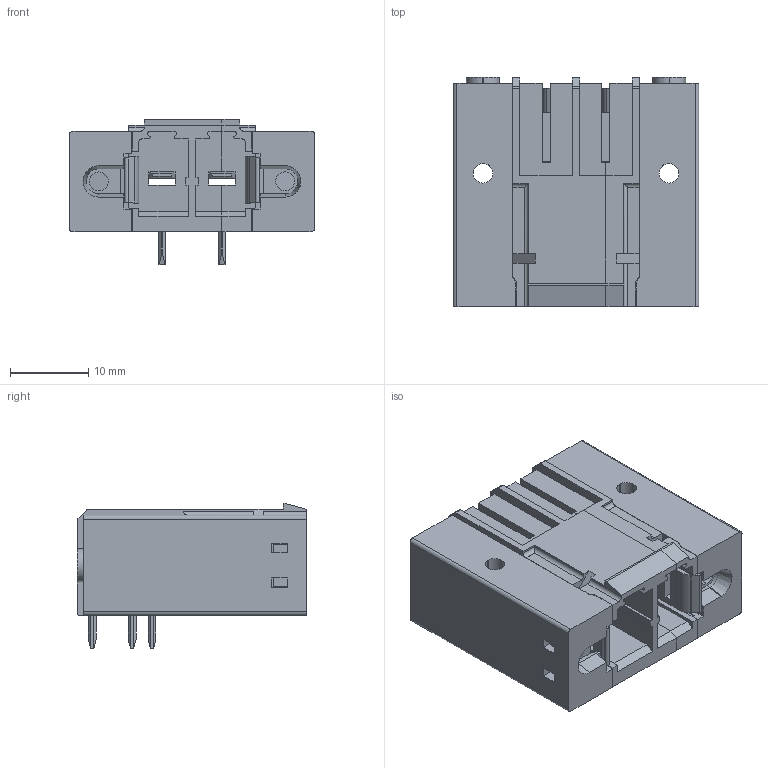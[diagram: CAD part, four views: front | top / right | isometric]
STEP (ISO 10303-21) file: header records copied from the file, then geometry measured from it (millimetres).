
FILE_DESCRIPTION(('STEP AP242'),'1');
FILE_NAME('1720796.stp','2024-04-18T18:22:39',('TraceParts'),('TraceParts S.A.'),'Spatial InterOp 3D',' ',' ');
FILE_SCHEMA(('AP242_MANAGED_MODEL_BASED_3D_ENGINEERING_MIM_LF {1 0 10303 442 1 1 4}'));
Length unit declared in the file: millimetre
Products named in the file (1): 1720796_1
Bounding box: 31.34 x 29.25 x 18.49 mm (x, y, z)
Volume: 7599.1 mm3; surface area: 9403.6 mm2
Topology: 6 solids, 6 shells, 1310 faces, 3742 edges, 2479 vertices
Faces by surface type: plane 951, cylinder 316, bspline 31, cone 12
Entity records: 74169 total; most frequent: CARTESIAN_POINT 11384, ORIENTED_EDGE 7484, DIRECTION 6639, STYLED_ITEM 4901, PRESENTATION_STYLE_ASSIGNMENT 4901, COLOUR_RGB 4901, EDGE_CURVE 3742, CURVE_STYLE 3585
